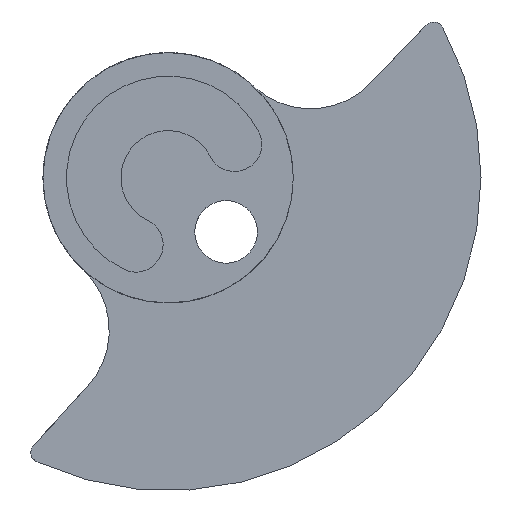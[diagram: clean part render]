
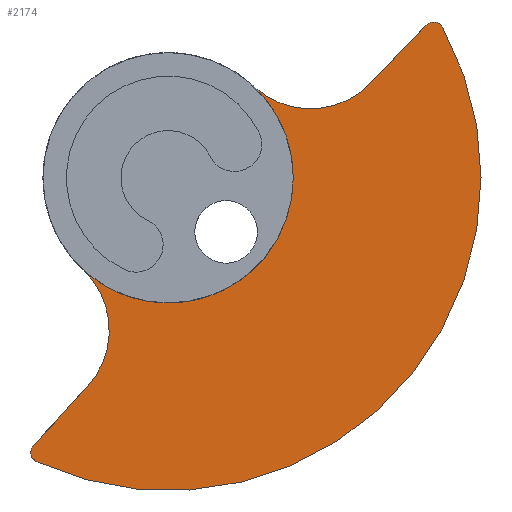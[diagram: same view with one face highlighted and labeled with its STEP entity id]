
A CAD part, left-side view. The second image highlights one B-rep face of the part: STEP entity #2174.
In plain terms, the highlighted planar face has unit normal (-1, 0, 0).
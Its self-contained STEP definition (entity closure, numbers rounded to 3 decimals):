
#120=PLANE('',#2271);
#143=CIRCLE('',#2260,2.);
#146=CIRCLE('',#2264,2.);
#147=CIRCLE('',#2266,0.251);
#148=CIRCLE('',#2268,7.5);
#149=CIRCLE('',#2270,0.251);
#150=CIRCLE('',#2272,3.);
#151=CIRCLE('',#2273,3.);
#271=FACE_OUTER_BOUND('',#398,.T.);
#398=EDGE_LOOP('',(#2002,#2003,#2004,#2005,#2006,#2007,#2008,#2009,#2010));
#691=LINE('',#5366,#807);
#694=LINE('',#5373,#810);
#807=VECTOR('',#2509,10.);
#810=VECTOR('',#2516,10.);
#1024=VERTEX_POINT('',#5363);
#1025=VERTEX_POINT('',#5365);
#1026=VERTEX_POINT('',#5370);
#1027=VERTEX_POINT('',#5372);
#1030=VERTEX_POINT('',#5408);
#1031=VERTEX_POINT('',#5412);
#1032=VERTEX_POINT('',#5416);
#1033=VERTEX_POINT('',#5420);
#1034=VERTEX_POINT('',#5426);
#1343=EDGE_CURVE('',#1025,#1024,#691,.T.);
#1346=EDGE_CURVE('',#1027,#1026,#694,.T.);
#1353=EDGE_CURVE('',#1024,#1030,#143,.T.);
#1356=EDGE_CURVE('',#1031,#1027,#146,.T.);
#1358=EDGE_CURVE('',#1032,#1026,#147,.T.);
#1360=EDGE_CURVE('',#1033,#1032,#148,.T.);
#1361=EDGE_CURVE('',#1025,#1033,#149,.T.);
#1362=EDGE_CURVE('',#1030,#1034,#150,.T.);
#1363=EDGE_CURVE('',#1034,#1031,#151,.T.);
#2002=ORIENTED_EDGE('',*,*,#1362,.T.);
#2003=ORIENTED_EDGE('',*,*,#1363,.T.);
#2004=ORIENTED_EDGE('',*,*,#1356,.T.);
#2005=ORIENTED_EDGE('',*,*,#1346,.T.);
#2006=ORIENTED_EDGE('',*,*,#1358,.F.);
#2007=ORIENTED_EDGE('',*,*,#1360,.F.);
#2008=ORIENTED_EDGE('',*,*,#1361,.F.);
#2009=ORIENTED_EDGE('',*,*,#1343,.T.);
#2010=ORIENTED_EDGE('',*,*,#1353,.T.);
#2174=ADVANCED_FACE('',(#271),#120,.F.);
#2260=AXIS2_PLACEMENT_3D('',#5409,#2531,#2532);
#2264=AXIS2_PLACEMENT_3D('',#5414,#2539,#2540);
#2266=AXIS2_PLACEMENT_3D('',#5418,#2544,#2545);
#2268=AXIS2_PLACEMENT_3D('',#5422,#2549,#2550);
#2270=AXIS2_PLACEMENT_3D('',#5424,#2553,#2554);
#2271=AXIS2_PLACEMENT_3D('',#5425,#2555,#2556);
#2272=AXIS2_PLACEMENT_3D('',#5427,#2557,#2558);
#2273=AXIS2_PLACEMENT_3D('',#5428,#2559,#2560);
#2509=DIRECTION('',(0.,0.69,-0.724));
#2516=DIRECTION('',(0.,0.675,-0.738));
#2531=DIRECTION('center_axis',(1.,0.,0.));
#2532=DIRECTION('ref_axis',(0.,-0.724,-0.69));
#2539=DIRECTION('center_axis',(1.,0.,0.));
#2540=DIRECTION('ref_axis',(0.,-0.694,0.72));
#2544=DIRECTION('center_axis',(1.,0.,0.));
#2545=DIRECTION('ref_axis',(0.,0.419,-0.908));
#2549=DIRECTION('center_axis',(1.,0.,0.));
#2550=DIRECTION('ref_axis',(0.,-0.877,0.48));
#2553=DIRECTION('center_axis',(1.,0.,0.));
#2554=DIRECTION('ref_axis',(0.,0.724,0.69));
#2555=DIRECTION('center_axis',(1.,0.,0.));
#2556=DIRECTION('ref_axis',(0.,1.,0.));
#2557=DIRECTION('center_axis',(1.,0.,0.));
#2558=DIRECTION('ref_axis',(0.,1.,0.));
#2559=DIRECTION('center_axis',(1.,0.,0.));
#2560=DIRECTION('ref_axis',(0.,1.,0.));
#5363=CARTESIAN_POINT('',(0.,-3.362,3.662));
#5365=CARTESIAN_POINT('',(0.,-4.678,5.043));
#5366=CARTESIAN_POINT('',(0.,-4.678,5.043));
#5370=CARTESIAN_POINT('',(0.,4.72,-5.025));
#5372=CARTESIAN_POINT('',(0.,3.433,-3.618));
#5373=CARTESIAN_POINT('',(0.,3.433,-3.618));
#5408=CARTESIAN_POINT('',(0.,-0.581,3.55));
#5409=CARTESIAN_POINT('Origin',(0.,-1.914,5.041));
#5412=CARTESIAN_POINT('',(0.,3.513,-0.835));
#5414=CARTESIAN_POINT('Origin',(0.,4.909,-2.268));
#5416=CARTESIAN_POINT('',(0.,4.64,-5.423));
#5418=CARTESIAN_POINT('Origin',(0.,4.535,-5.195));
#5420=CARTESIAN_POINT('',(0.,-5.08,4.99));
#5422=CARTESIAN_POINT('Origin',(0.,1.497,1.387));
#5424=CARTESIAN_POINT('Origin',(0.,-4.86,4.869));
#5425=CARTESIAN_POINT('Origin',(0.,-0.608,-0.496));
#5426=CARTESIAN_POINT('',(0.,-1.503,1.387));
#5427=CARTESIAN_POINT('Origin',(0.,1.497,1.387));
#5428=CARTESIAN_POINT('Origin',(0.,1.497,1.387));
